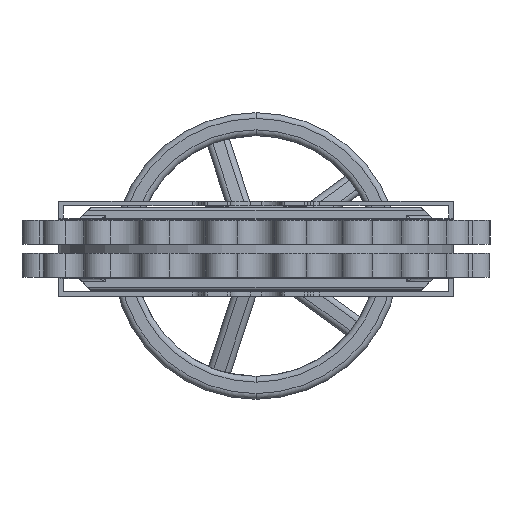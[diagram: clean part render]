
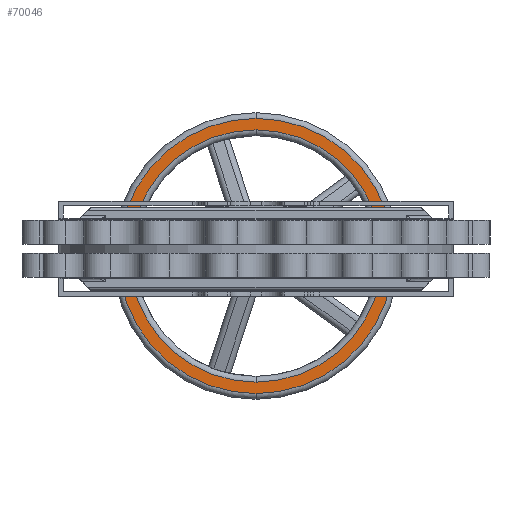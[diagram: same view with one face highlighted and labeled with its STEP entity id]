
A CAD part, front view. The second image highlights one B-rep face of the part: STEP entity #70046.
In plain terms, the highlighted planar face has unit normal (0, -1, 0).
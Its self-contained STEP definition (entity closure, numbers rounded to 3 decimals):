
#59 = CARTESIAN_POINT ( 'NONE',  ( 0., 1463.5, 37. ) ) ;
#3285 = VERTEX_POINT ( 'NONE', #21163 ) ;
#3577 = EDGE_LOOP ( 'NONE', ( #7665, #67374 ) ) ;
#3664 = CARTESIAN_POINT ( 'NONE',  ( 0., 1463.5, 37. ) ) ;
#3905 = DIRECTION ( 'NONE',  ( 0., 0., 1. ) ) ;
#4044 = AXIS2_PLACEMENT_3D ( 'NONE', #52083, #64252, #64480 ) ;
#5203 = EDGE_CURVE ( 'NONE', #22198, #3285, #68997, .T. ) ;
#6039 = VERTEX_POINT ( 'NONE', #67027 ) ;
#7665 = ORIENTED_EDGE ( 'NONE', *, *, #5203, .T. ) ;
#10816 = ORIENTED_EDGE ( 'NONE', *, *, #23963, .T. ) ;
#17679 = DIRECTION ( 'NONE',  ( 0., 1., 0. ) ) ;
#17800 = CARTESIAN_POINT ( 'NONE',  ( 0., 1463.5, 37. ) ) ;
#19408 = EDGE_CURVE ( 'NONE', #6039, #53916, #66074, .T. ) ;
#21163 = CARTESIAN_POINT ( 'NONE',  ( 0., 1463.5, -203. ) ) ;
#22198 = VERTEX_POINT ( 'NONE', #44272 ) ;
#23963 = EDGE_CURVE ( 'NONE', #53916, #6039, #64788, .T. ) ;
#28335 = DIRECTION ( 'NONE',  ( 0., 1., 0. ) ) ;
#31289 = CARTESIAN_POINT ( 'NONE',  ( 0., 1463.5, 37. ) ) ;
#31860 = AXIS2_PLACEMENT_3D ( 'NONE', #3664, #59712, #3905 ) ;
#32625 = ORIENTED_EDGE ( 'NONE', *, *, #19408, .T. ) ;
#33966 = AXIS2_PLACEMENT_3D ( 'NONE', #17800, #28335, #56968 ) ;
#35358 = CIRCLE ( 'NONE', #4044, 240. ) ;
#36858 = EDGE_CURVE ( 'NONE', #3285, #22198, #35358, .T. ) ;
#38661 = FACE_BOUND ( 'NONE', #53361, .T. ) ;
#39683 = DIRECTION ( 'NONE',  ( 0., 0., 1. ) ) ;
#42142 = AXIS2_PLACEMENT_3D ( 'NONE', #31289, #67220, #60903 ) ;
#44272 = CARTESIAN_POINT ( 'NONE',  ( 0., 1463.5, 277. ) ) ;
#52083 = CARTESIAN_POINT ( 'NONE',  ( 0., 1463.5, 37. ) ) ;
#53343 = PLANE ( 'NONE',  #42142 ) ;
#53361 = EDGE_LOOP ( 'NONE', ( #10816, #32625 ) ) ;
#53790 = CARTESIAN_POINT ( 'NONE',  ( 0., 1463.5, 257. ) ) ;
#53916 = VERTEX_POINT ( 'NONE', #53790 ) ;
#56968 = DIRECTION ( 'NONE',  ( 0., 0., 1. ) ) ;
#59712 = DIRECTION ( 'NONE',  ( 0., -1., 0. ) ) ;
#60903 = DIRECTION ( 'NONE',  ( 0., 0., 1. ) ) ;
#62776 = AXIS2_PLACEMENT_3D ( 'NONE', #59, #17679, #39683 ) ;
#64093 = FACE_OUTER_BOUND ( 'NONE', #3577, .T. ) ;
#64252 = DIRECTION ( 'NONE',  ( 0., -1., 0. ) ) ;
#64480 = DIRECTION ( 'NONE',  ( 0., 0., 1. ) ) ;
#64788 = CIRCLE ( 'NONE', #33966, 220. ) ;
#66074 = CIRCLE ( 'NONE', #62776, 220. ) ;
#67027 = CARTESIAN_POINT ( 'NONE',  ( 0., 1463.5, -183. ) ) ;
#67220 = DIRECTION ( 'NONE',  ( 0., 1., 0. ) ) ;
#67374 = ORIENTED_EDGE ( 'NONE', *, *, #36858, .T. ) ;
#68997 = CIRCLE ( 'NONE', #31860, 240. ) ;
#70046 = ADVANCED_FACE ( 'NONE', ( #38661, #64093 ), #53343, .F. ) ;
